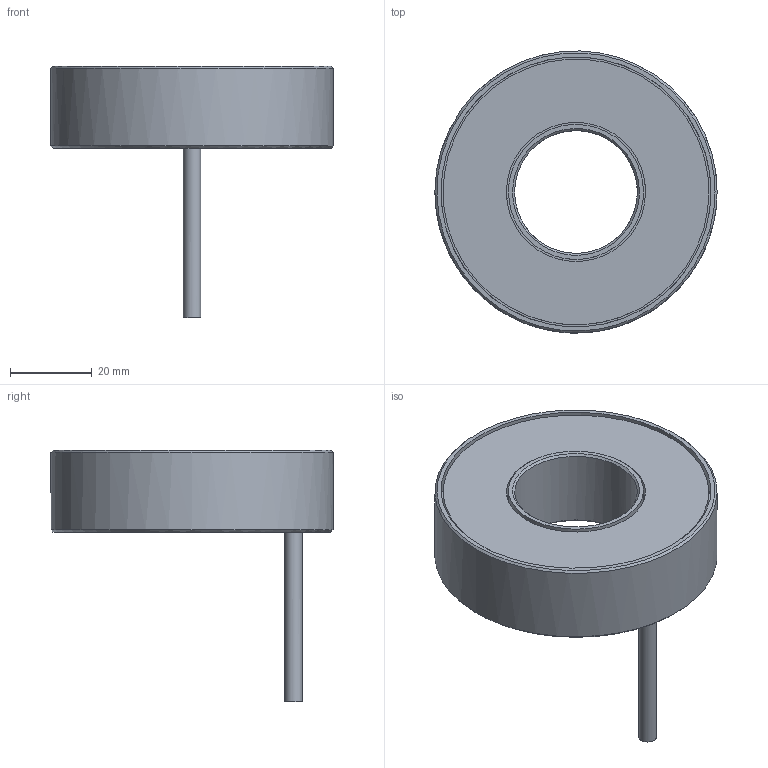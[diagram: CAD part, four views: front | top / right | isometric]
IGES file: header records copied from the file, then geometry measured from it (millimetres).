
Global section: file name: BE-R30-F; native system: Autodesk Inventor 2015; preprocessor: unknown; author: lck; date: 20150721.145726; units: millimetre
Bounding box: 69 x 68.96 x 61.5 mm (x, y, z)
Volume: 51710.4 mm3; surface area: 20355.9 mm2
Topology: 1 solids, 3 shells, 74 faces, 195 edges, 138 vertices
Faces by surface type: bspline 74
